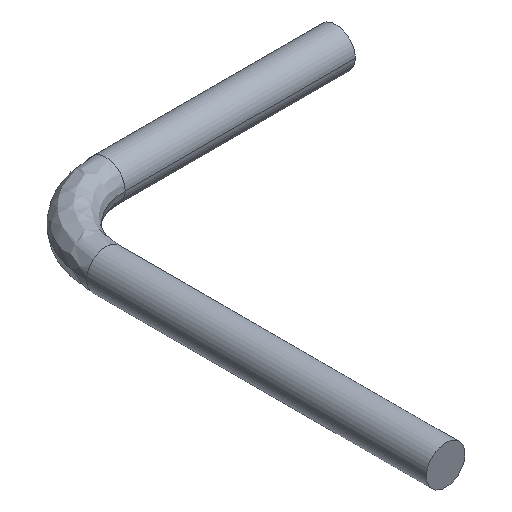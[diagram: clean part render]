
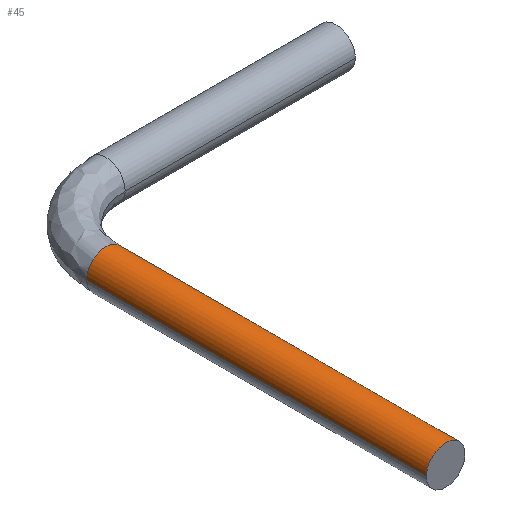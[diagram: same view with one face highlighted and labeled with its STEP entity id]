
A CAD part, isometric view. The second image highlights one B-rep face of the part: STEP entity #45.
In plain terms, the highlighted cylindrical face has radius 0.375 mm (diameter 0.75 mm), a partial arc.
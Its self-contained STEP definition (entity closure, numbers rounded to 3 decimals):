
#45=ADVANCED_FACE('',(#85),#86,.T.);
#85=FACE_OUTER_BOUND('',#161,.T.);
#86=CYLINDRICAL_SURFACE('',#162,0.375);
#161=EDGE_LOOP('',(#213,#214,#215,#216));
#162=AXIS2_PLACEMENT_3D('',#217,#218,#219);
#213=ORIENTED_EDGE('',*,*,#243,.F.);
#214=ORIENTED_EDGE('',*,*,#247,.F.);
#215=ORIENTED_EDGE('',*,*,#245,.T.);
#216=ORIENTED_EDGE('',*,*,#249,.T.);
#217=CARTESIAN_POINT('',(0.,3.0,0.));
#218=DIRECTION('',(0.,1.0,0.));
#219=DIRECTION('',(-1.0,0.0,0.));
#243=EDGE_CURVE('',#270,#276,#277,.T.);
#245=EDGE_CURVE('',#272,#278,#280,.T.);
#247=EDGE_CURVE('',#272,#270,#282,.T.);
#249=EDGE_CURVE('',#278,#276,#284,.T.);
#270=VERTEX_POINT('',#309);
#272=VERTEX_POINT('',#311);
#276=VERTEX_POINT('',#315);
#277=LINE('',#316,#317);
#278=VERTEX_POINT('',#318);
#280=LINE('',#320,#321);
#282=CIRCLE('',#323,0.375);
#284=CIRCLE('',#325,0.375);
#309=CARTESIAN_POINT('',(0.375,3.0,0.));
#311=CARTESIAN_POINT('',(-0.375,3.0,0.));
#315=CARTESIAN_POINT('',(0.375,-3.6,0.));
#316=CARTESIAN_POINT('',(0.375,3.0,0.));
#317=VECTOR('',#353,1000.0);
#318=CARTESIAN_POINT('',(-0.375,-3.6,0.));
#320=CARTESIAN_POINT('',(-0.375,3.0,0.));
#321=VECTOR('',#357,1000.0);
#323=AXIS2_PLACEMENT_3D('',#358,#359,#360);
#325=AXIS2_PLACEMENT_3D('',#361,#362,#363);
#353=DIRECTION('',(0.,-1.0,0.));
#357=DIRECTION('',(0.,-1.0,0.));
#358=CARTESIAN_POINT('',(0.,3.0,0.));
#359=DIRECTION('',(0.,1.0,0.));
#360=DIRECTION('',(-1.0,0.,0.));
#361=CARTESIAN_POINT('',(0.,-3.6,0.));
#362=DIRECTION('',(0.,1.0,0.));
#363=DIRECTION('',(-1.0,0.0,0.));
